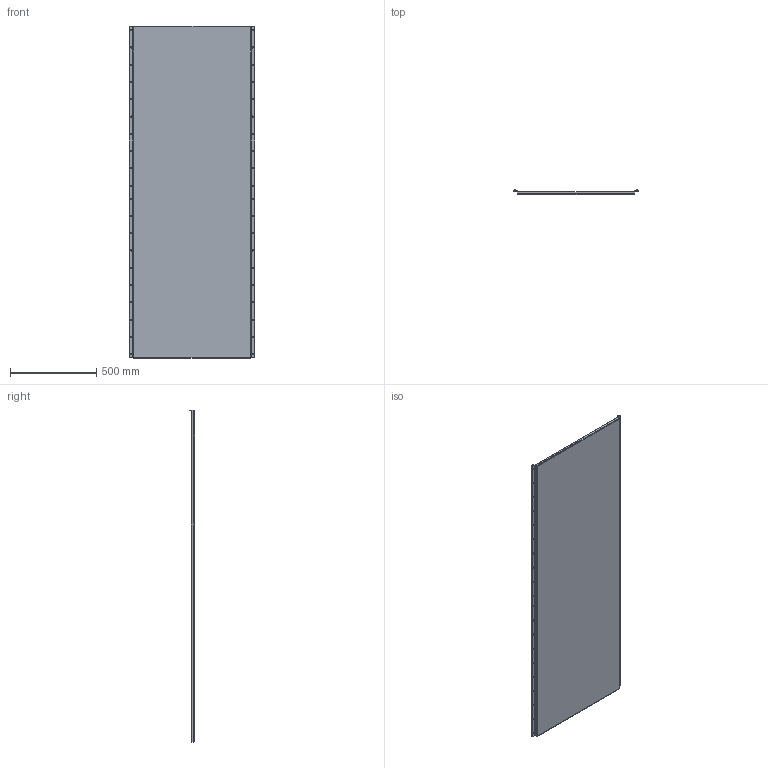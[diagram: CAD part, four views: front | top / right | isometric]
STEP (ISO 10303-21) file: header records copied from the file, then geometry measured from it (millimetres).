
FILE_DESCRIPTION (( 'STEP AP203' ), '1' );
FILE_NAME ('Ìîíòàæíàÿ ïëàòà FOTR äëÿ êîðïóñà âûñîòîé 2000 è øèðèíîé 800 EKF PROxima.STEP', '2020-10-26T05:44:06', ( '' ), ( '' ), 'SwSTEP 2.0', 'SolidWorks 2019', '' );
FILE_SCHEMA (( 'CONFIG_CONTROL_DESIGN' ));
Length unit declared in the file: millimetre
Products named in the file (1): Ìîíòàæíàÿ ïëàòà FOTR äëÿ êîðïóñà âûñîòîé 2000 è øèðèíîé 800 EKF PROxima
Bounding box: 724 x 29.45 x 1921.65 mm (x, y, z)
Volume: 2923427.8 mm3; surface area: 2935988.7 mm2
Topology: 1 solids, 1 shells, 158 faces, 412 edges, 256 vertices
Faces by surface type: cylinder 96, plane 54, bspline 8
Entity records: 5841 total; most frequent: CARTESIAN_POINT 1667, DIRECTION 862, ORIENTED_EDGE 824, EDGE_CURVE 412, AXIS2_PLACEMENT_3D 327, VERTEX_POINT 256, EDGE_LOOP 238, LINE 208
